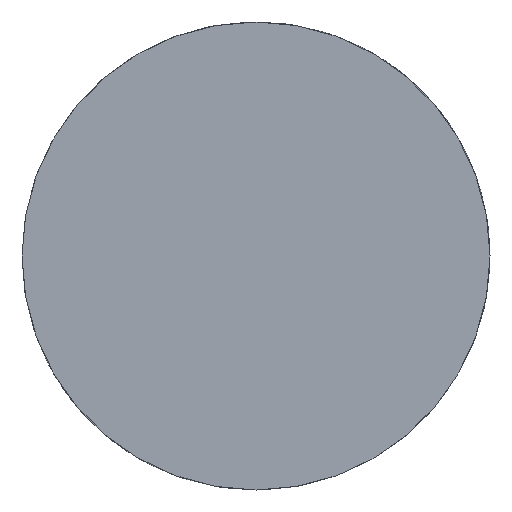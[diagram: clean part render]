
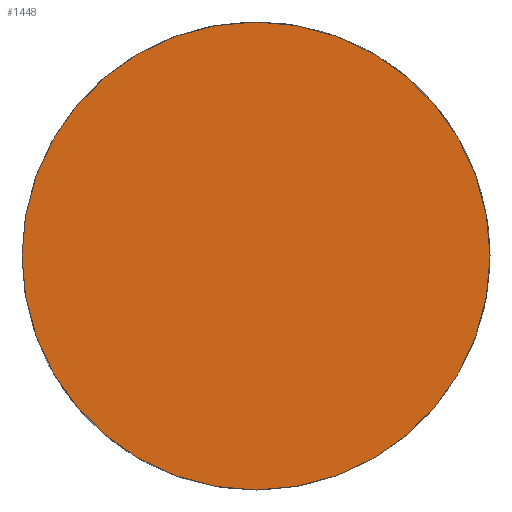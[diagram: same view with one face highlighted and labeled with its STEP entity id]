
A CAD part, front view. The second image highlights one B-rep face of the part: STEP entity #1448.
In plain terms, the highlighted planar face has unit normal (0, -1, 0).
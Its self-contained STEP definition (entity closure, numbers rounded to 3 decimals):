
#83=PLANE('',#1630);
#288=FACE_OUTER_BOUND('',#414,.T.);
#414=EDGE_LOOP('',(#1304));
#512=CIRCLE('',#1629,24.5);
#695=VERTEX_POINT('',#4805);
#898=EDGE_CURVE('',#695,#695,#512,.T.);
#1304=ORIENTED_EDGE('',*,*,#898,.F.);
#1448=ADVANCED_FACE('',(#288),#83,.F.);
#1629=AXIS2_PLACEMENT_3D('',#4807,#2004,#2005);
#1630=AXIS2_PLACEMENT_3D('',#4808,#2006,#2007);
#2004=DIRECTION('center_axis',(0.,1.,0.));
#2005=DIRECTION('ref_axis',(1.,0.,0.));
#2006=DIRECTION('center_axis',(0.,1.,0.));
#2007=DIRECTION('ref_axis',(1.,0.,0.));
#4805=CARTESIAN_POINT('',(25.5,0.,50.));
#4807=CARTESIAN_POINT('Origin',(50.,0.,50.));
#4808=CARTESIAN_POINT('Origin',(50.,0.,50.));
